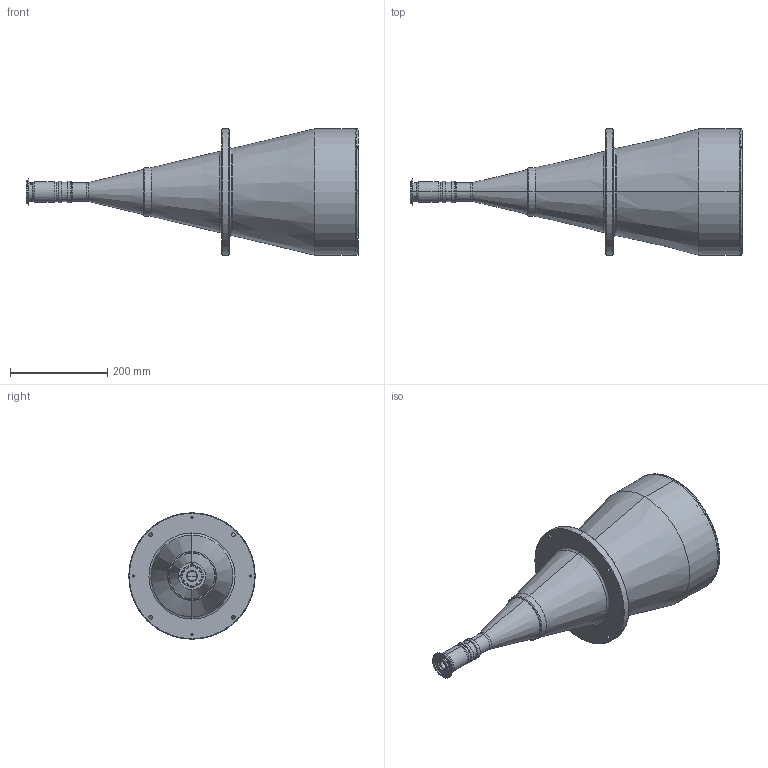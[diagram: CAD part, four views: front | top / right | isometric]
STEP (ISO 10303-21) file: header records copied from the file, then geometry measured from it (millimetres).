
FILE_DESCRIPTION (( 'STEP AP214' ), '1' );
FILE_NAME ('2M192_F.STEP', '2013-05-11T10:54:56', ( 'Work' ), ( '' ), 'SwSTEP 2.0', 'SolidWorks 2013', '' );
FILE_SCHEMA (( 'AUTOMOTIVE_DESIGN' ));
Length unit declared in the file: millimetre
Products named in the file (1): 2M192_F
Bounding box: 682.82 x 260 x 260 mm (x, y, z)
Surface area: 470501.7 mm2 (no closed solid volume)
Topology: 0 solids, 12 shells, 188 faces, 580 edges, 409 vertices
Faces by surface type: cylinder 97, plane 43, cone 30, torus 16, sphere 2
Entity records: 9406 total; most frequent: CARTESIAN_POINT 1904, DIRECTION 1221, ORIENTED_EDGE 999, EDGE_CURVE 580, AXIS2_PLACEMENT_3D 500, VERTEX_POINT 409, CIRCLE 311, EDGE_LOOP 255
